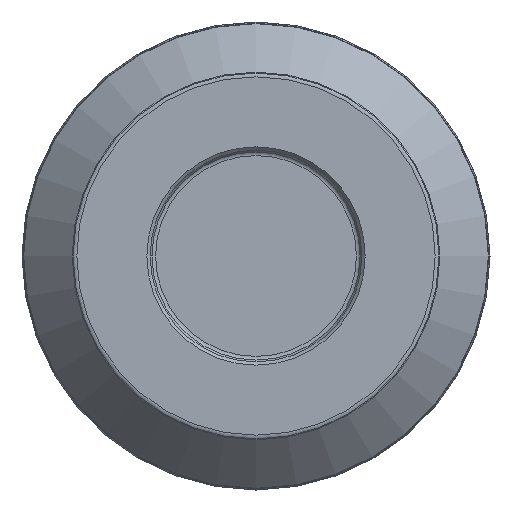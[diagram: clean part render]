
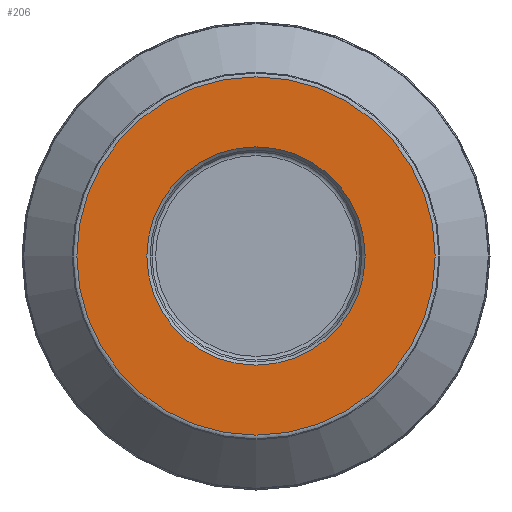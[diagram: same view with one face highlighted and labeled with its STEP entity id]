
A CAD part, left-side view. The second image highlights one B-rep face of the part: STEP entity #206.
In plain terms, the highlighted planar face has unit normal (-1, 0, 0).
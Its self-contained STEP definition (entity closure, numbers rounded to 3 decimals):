
#206=ADVANCED_FACE('',(#313,#314),#227,.F.);
#227=PLANE('',#847);
#313=FACE_BOUND('',#398,.T.);
#314=FACE_BOUND('',#399,.T.);
#398=EDGE_LOOP('',(#558));
#399=EDGE_LOOP('',(#559));
#558=ORIENTED_EDGE('',*,*,#709,.F.);
#559=ORIENTED_EDGE('',*,*,#703,.T.);
#621=VERTEX_POINT('',#1711);
#627=VERTEX_POINT('',#1729);
#703=EDGE_CURVE('',#621,#621,#736,.T.);
#709=EDGE_CURVE('',#627,#627,#742,.T.);
#736=CIRCLE('',#815,16.789);
#742=CIRCLE('',#827,27.564);
#815=AXIS2_PLACEMENT_3D('',#1710,#983,#984);
#827=AXIS2_PLACEMENT_3D('',#1728,#1007,#1008);
#847=AXIS2_PLACEMENT_3D('',#1757,#1047,#1048);
#983=DIRECTION('',(1.,0.,0.));
#984=DIRECTION('',(0.,0.,-1.));
#1007=DIRECTION('',(1.,0.,0.));
#1008=DIRECTION('',(0.,0.,-1.));
#1047=DIRECTION('',(1.,0.,0.));
#1048=DIRECTION('',(0.,0.,-1.));
#1710=CARTESIAN_POINT('',(0.,0.,0.));
#1711=CARTESIAN_POINT('',(0.,0.,-16.789));
#1728=CARTESIAN_POINT('',(0.,0.,0.));
#1729=CARTESIAN_POINT('',(0.,0.,-27.564));
#1757=CARTESIAN_POINT('',(0.,0.,0.));
